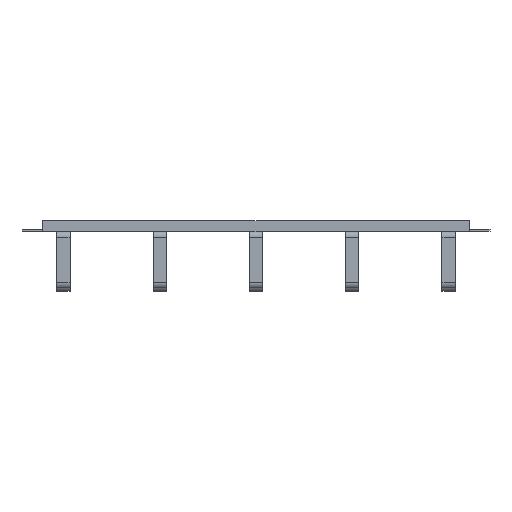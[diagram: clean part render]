
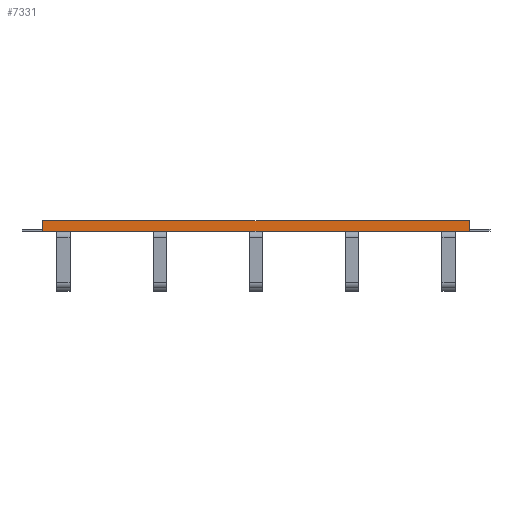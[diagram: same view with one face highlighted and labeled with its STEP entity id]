
A CAD part, front view. The second image highlights one B-rep face of the part: STEP entity #7331.
In plain terms, the highlighted planar face has unit normal (0, -1, 0).
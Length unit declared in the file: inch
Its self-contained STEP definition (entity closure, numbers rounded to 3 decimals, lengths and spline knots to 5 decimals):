
#106 = CARTESIAN_POINT ( 'NONE',  ( 9.14659, -0.87598, 0.42 ) ) ;
#249 = DIRECTION ( 'NONE',  ( 0., 1., 0. ) ) ;
#315 = EDGE_LOOP ( 'NONE', ( #4084, #5197, #4642, #4993 ) ) ;
#414 = CARTESIAN_POINT ( 'NONE',  ( 8.6502, -0.87598, 0. ) ) ;
#559 = CARTESIAN_POINT ( 'NONE',  ( -8.6502, -0.87598, 0. ) ) ;
#618 = VECTOR ( 'NONE', #5380, 39.37008 ) ;
#682 = EDGE_CURVE ( 'NONE', #2031, #1980, #4514, .T. ) ;
#1303 = DIRECTION ( 'NONE',  ( 0., 0., 1. ) ) ;
#1458 = VERTEX_POINT ( 'NONE', #559 ) ;
#1958 = EDGE_CURVE ( 'NONE', #1980, #1458, #2526, .T. ) ;
#1980 = VERTEX_POINT ( 'NONE', #414 ) ;
#1996 = CARTESIAN_POINT ( 'NONE',  ( 0., -0.87598, 0. ) ) ;
#2031 = VERTEX_POINT ( 'NONE', #3543 ) ;
#2526 = LINE ( 'NONE', #4492, #4203 ) ;
#2710 = FACE_OUTER_BOUND ( 'NONE', #315, .T. ) ;
#3195 = LINE ( 'NONE', #106, #6914 ) ;
#3543 = CARTESIAN_POINT ( 'NONE',  ( 8.6502, -0.87598, 0.42 ) ) ;
#3609 = DIRECTION ( 'NONE',  ( -1., 0., 0. ) ) ;
#3662 = VECTOR ( 'NONE', #7494, 39.37008 ) ;
#3927 = CARTESIAN_POINT ( 'NONE',  ( -8.6502, -0.87598, 0. ) ) ;
#4075 = AXIS2_PLACEMENT_3D ( 'NONE', #1996, #249, #1303 ) ;
#4084 = ORIENTED_EDGE ( 'NONE', *, *, #5038, .F. ) ;
#4133 = CARTESIAN_POINT ( 'NONE',  ( 8.6502, -0.87598, 0. ) ) ;
#4154 = EDGE_CURVE ( 'NONE', #2031, #5734, #3195, .T. ) ;
#4203 = VECTOR ( 'NONE', #6274, 39.37008 ) ;
#4351 = PLANE ( 'NONE',  #4075 ) ;
#4492 = CARTESIAN_POINT ( 'NONE',  ( -9.5, -0.87598, 0. ) ) ;
#4514 = LINE ( 'NONE', #4133, #618 ) ;
#4642 = ORIENTED_EDGE ( 'NONE', *, *, #682, .F. ) ;
#4993 = ORIENTED_EDGE ( 'NONE', *, *, #4154, .T. ) ;
#5038 = EDGE_CURVE ( 'NONE', #1458, #5734, #7008, .T. ) ;
#5197 = ORIENTED_EDGE ( 'NONE', *, *, #1958, .F. ) ;
#5380 = DIRECTION ( 'NONE',  ( 0., 0., -1. ) ) ;
#5734 = VERTEX_POINT ( 'NONE', #7472 ) ;
#6274 = DIRECTION ( 'NONE',  ( -1., 0., 0. ) ) ;
#6914 = VECTOR ( 'NONE', #3609, 39.37008 ) ;
#7008 = LINE ( 'NONE', #3927, #3662 ) ;
#7331 = ADVANCED_FACE ( 'NONE', ( #2710 ), #4351, .F. ) ;
#7472 = CARTESIAN_POINT ( 'NONE',  ( -8.6502, -0.87598, 0.42 ) ) ;
#7494 = DIRECTION ( 'NONE',  ( 0., 0., 1. ) ) ;
